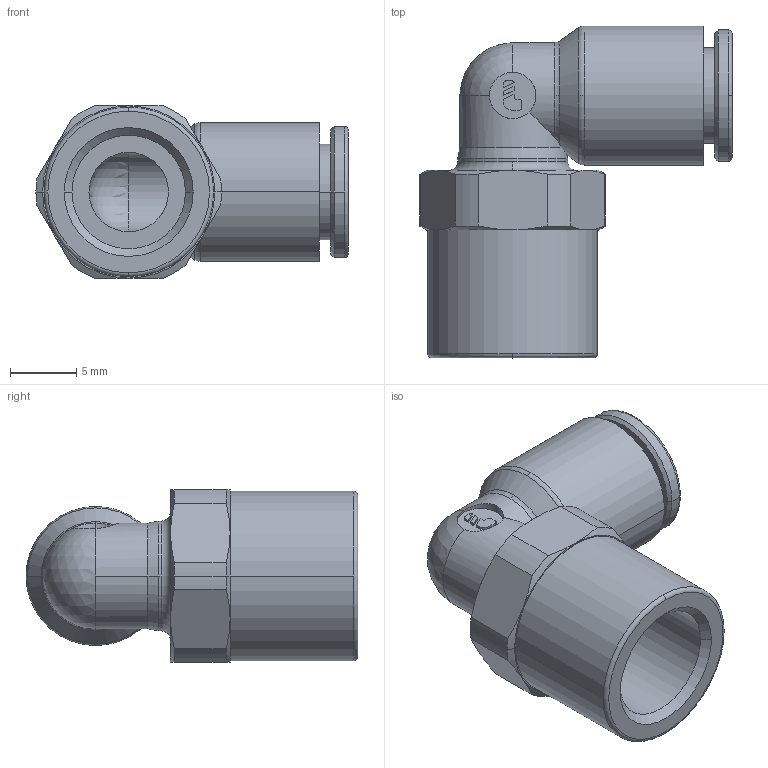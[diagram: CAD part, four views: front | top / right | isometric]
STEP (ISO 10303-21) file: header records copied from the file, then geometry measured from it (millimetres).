
FILE_DESCRIPTION(('STEP AP214'),'1');
FILE_NAME('3192_06_10.stp','2016-07-07T14:54:11',('TraceParts'),('TraceParts S.A.'),'Spatial InterOp 3D',' ',' ');
FILE_SCHEMA(('automotive_design'));
Length unit declared in the file: millimetre
Products named in the file (1): 1
Bounding box: 23.55 x 25.05 x 13 mm (x, y, z)
Volume: 2102 mm3; surface area: 2270.2 mm2
Topology: 1 solids, 1 shells, 103 faces, 259 edges, 163 vertices
Faces by surface type: cylinder 36, plane 30, cone 24, torus 11, sphere 2
Entity records: 3380 total; most frequent: CARTESIAN_POINT 879, DIRECTION 561, ORIENTED_EDGE 512, EDGE_CURVE 256, AXIS2_PLACEMENT_3D 235, VERTEX_POINT 163, CIRCLE 127, EDGE_LOOP 113
